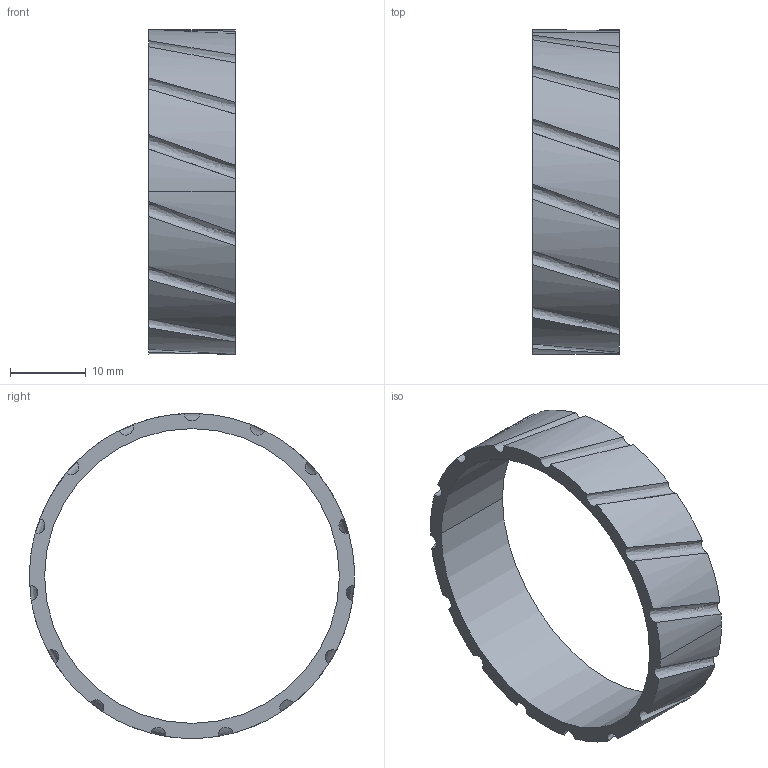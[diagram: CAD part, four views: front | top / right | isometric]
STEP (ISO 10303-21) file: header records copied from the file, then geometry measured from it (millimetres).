
FILE_DESCRIPTION (( 'STEP AP214' ), '1' );
FILE_NAME ('Component2_2.step.STEP', '2025-10-27T00:50:51', ( '' ), ( '' ), 'SwSTEP 2.0', 'SolidWorks 2023', '' );
FILE_SCHEMA (( 'AUTOMOTIVE_DESIGN' ));
Length unit declared in the file: centimetre
Products named in the file (1): Component2_2.step
Bounding box: 11.45 x 42.99 x 42.98 mm (x, y, z)
Volume: 2727.7 mm3; surface area: 3592.3 mm2
Topology: 1 solids, 1 shells, 37 faces, 105 edges, 70 vertices
Faces by surface type: cylinder 20, bspline 15, plane 2
Entity records: 1800 total; most frequent: CARTESIAN_POINT 857, ORIENTED_EDGE 210, DIRECTION 191, EDGE_CURVE 105, AXIS2_PLACEMENT_3D 93, VERTEX_POINT 70, CIRCLE 70, EDGE_LOOP 39
